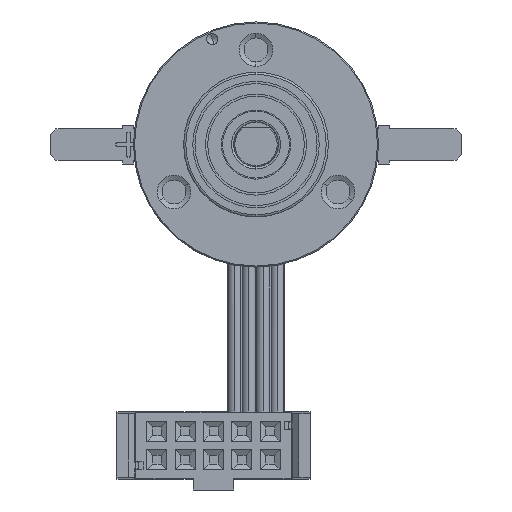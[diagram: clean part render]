
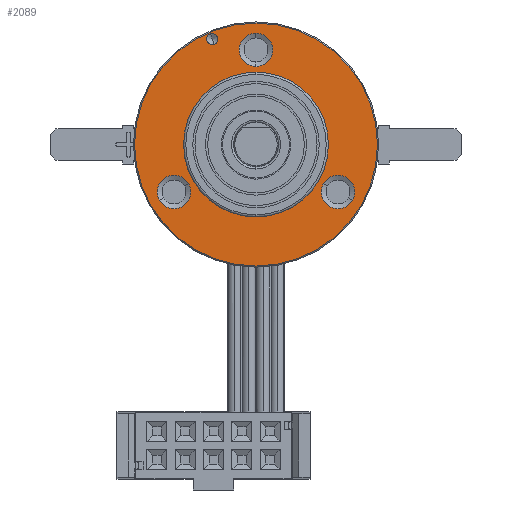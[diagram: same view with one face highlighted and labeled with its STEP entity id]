
A CAD part, left-side view. The second image highlights one B-rep face of the part: STEP entity #2089.
In plain terms, the highlighted planar face has unit normal (-1, 0, 0).
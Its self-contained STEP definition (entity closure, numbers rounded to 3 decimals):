
#2089=ADVANCED_FACE('',(#5211,#5212,#5213,#5214,#5215,#5216),#5217,.T.);
#5211=FACE_BOUND('',#9543,.T.);
#5212=FACE_OUTER_BOUND('',#9544,.T.);
#5213=FACE_BOUND('',#9545,.T.);
#5214=FACE_BOUND('',#9546,.T.);
#5215=FACE_BOUND('',#9547,.T.);
#5216=FACE_BOUND('',#9548,.T.);
#5217=PLANE('',#9549);
#9543=EDGE_LOOP('',(#14796,#14797));
#9544=EDGE_LOOP('',(#14798,#14799));
#9545=EDGE_LOOP('',(#14800,#14801));
#9546=EDGE_LOOP('',(#14802,#14803));
#9547=EDGE_LOOP('',(#14804,#14805));
#9548=EDGE_LOOP('',(#14806,#14807));
#9549=AXIS2_PLACEMENT_3D('',#14808,#14809,#14810);
#14796=ORIENTED_EDGE('',*,*,#27094,.F.);
#14797=ORIENTED_EDGE('',*,*,#26769,.F.);
#14798=ORIENTED_EDGE('',*,*,#26778,.T.);
#14799=ORIENTED_EDGE('',*,*,#27095,.T.);
#14800=ORIENTED_EDGE('',*,*,#26792,.T.);
#14801=ORIENTED_EDGE('',*,*,#27091,.T.);
#14802=ORIENTED_EDGE('',*,*,#26801,.T.);
#14803=ORIENTED_EDGE('',*,*,#27087,.T.);
#14804=ORIENTED_EDGE('',*,*,#26866,.T.);
#14805=ORIENTED_EDGE('',*,*,#27053,.T.);
#14806=ORIENTED_EDGE('',*,*,#26931,.T.);
#14807=ORIENTED_EDGE('',*,*,#27019,.T.);
#14808=CARTESIAN_POINT('',(0.0,0.0,8.75));
#14809=DIRECTION('',(-1.0,0.0,0.0));
#14810=DIRECTION('',(0.0,0.0,1.0));
#26769=EDGE_CURVE('',#32103,#32099,#32105,.T.);
#26778=EDGE_CURVE('',#32116,#32118,#32120,.T.);
#26792=EDGE_CURVE('',#32136,#32139,#32141,.T.);
#26801=EDGE_CURVE('',#32152,#32154,#32156,.T.);
#26866=EDGE_CURVE('',#32251,#32253,#32255,.T.);
#26931=EDGE_CURVE('',#32350,#32352,#32354,.T.);
#27019=EDGE_CURVE('',#32352,#32350,#32470,.T.);
#27053=EDGE_CURVE('',#32253,#32251,#32504,.T.);
#27087=EDGE_CURVE('',#32154,#32152,#32538,.T.);
#27091=EDGE_CURVE('',#32139,#32136,#32542,.T.);
#27094=EDGE_CURVE('',#32099,#32103,#32545,.T.);
#27095=EDGE_CURVE('',#32118,#32116,#32546,.T.);
#32099=VERTEX_POINT('',#39837);
#32103=VERTEX_POINT('',#39842);
#32105=CIRCLE('',#39845,6.5);
#32116=VERTEX_POINT('',#39858);
#32118=VERTEX_POINT('',#39861);
#32120=CIRCLE('',#39864,10.9);
#32136=VERTEX_POINT('',#39884);
#32139=VERTEX_POINT('',#39888);
#32141=CIRCLE('',#39891,0.5);
#32152=VERTEX_POINT('',#39904);
#32154=VERTEX_POINT('',#39907);
#32156=CIRCLE('',#39910,1.5);
#32251=VERTEX_POINT('',#40035);
#32253=VERTEX_POINT('',#40038);
#32255=CIRCLE('',#40041,1.5);
#32350=VERTEX_POINT('',#40166);
#32352=VERTEX_POINT('',#40169);
#32354=CIRCLE('',#40172,1.5);
#32470=CIRCLE('',#40316,1.5);
#32504=CIRCLE('',#40350,1.5);
#32538=CIRCLE('',#40384,1.5);
#32542=CIRCLE('',#40388,0.5);
#32545=CIRCLE('',#40391,6.5);
#32546=CIRCLE('',#40392,10.9);
#39837=CARTESIAN_POINT('',(0.0,0.0,6.5));
#39842=CARTESIAN_POINT('',(0.0,0.,-6.5));
#39845=AXIS2_PLACEMENT_3D('',#51069,#51070,#51071);
#39858=CARTESIAN_POINT('',(0.0,0.0,10.9));
#39861=CARTESIAN_POINT('',(0.0,0.,-10.9));
#39864=AXIS2_PLACEMENT_3D('',#51082,#51083,#51084);
#39884=CARTESIAN_POINT('',(0.0,4.114,9.932));
#39888=CARTESIAN_POINT('',(0.0,3.731,9.008));
#39891=AXIS2_PLACEMENT_3D('',#51103,#51104,#51105);
#39904=CARTESIAN_POINT('',(0.,-8.66,-5.));
#39907=CARTESIAN_POINT('',(0.,-6.062,-3.5));
#39910=AXIS2_PLACEMENT_3D('',#51116,#51117,#51118);
#40035=CARTESIAN_POINT('',(0.0,0.0,10.0));
#40038=CARTESIAN_POINT('',(0.0,0.,7.0));
#40041=AXIS2_PLACEMENT_3D('',#51199,#51200,#51201);
#40166=CARTESIAN_POINT('',(0.,8.66,-5.));
#40169=CARTESIAN_POINT('',(0.,6.062,-3.5));
#40172=AXIS2_PLACEMENT_3D('',#51282,#51283,#51284);
#40316=AXIS2_PLACEMENT_3D('',#51400,#51401,#51402);
#40350=AXIS2_PLACEMENT_3D('',#51451,#51452,#51453);
#40384=AXIS2_PLACEMENT_3D('',#51502,#51503,#51504);
#40388=AXIS2_PLACEMENT_3D('',#51508,#51509,#51510);
#40391=AXIS2_PLACEMENT_3D('',#51511,#51512,#51513);
#40392=AXIS2_PLACEMENT_3D('',#51514,#51515,#51516);
#51069=CARTESIAN_POINT('',(0.0,0.0,0.0));
#51070=DIRECTION('',(-1.0,0.0,0.0));
#51071=DIRECTION('',(0.0,0.0,1.0));
#51082=CARTESIAN_POINT('',(0.0,0.0,0.0));
#51083=DIRECTION('',(-1.0,0.0,0.0));
#51084=DIRECTION('',(0.0,0.0,1.0));
#51103=CARTESIAN_POINT('',(0.0,3.923,9.47));
#51104=DIRECTION('',(1.0,0.0,-0.0));
#51105=DIRECTION('',(0.0,0.383,0.924));
#51116=CARTESIAN_POINT('',(0.,-7.361,-4.25));
#51117=DIRECTION('',(1.0,0.0,0.0));
#51118=DIRECTION('',(0.0,-0.866,-0.5));
#51199=CARTESIAN_POINT('',(0.0,0.0,8.5));
#51200=DIRECTION('',(1.0,0.0,-0.0));
#51201=DIRECTION('',(0.0,0.0,1.0));
#51282=CARTESIAN_POINT('',(0.,7.361,-4.25));
#51283=DIRECTION('',(1.0,-0.0,0.0));
#51284=DIRECTION('',(0.0,0.866,-0.5));
#51400=CARTESIAN_POINT('',(0.,7.361,-4.25));
#51401=DIRECTION('',(1.0,-0.0,0.0));
#51402=DIRECTION('',(0.0,0.866,-0.5));
#51451=CARTESIAN_POINT('',(0.0,0.0,8.5));
#51452=DIRECTION('',(1.0,0.0,-0.0));
#51453=DIRECTION('',(0.0,0.0,1.0));
#51502=CARTESIAN_POINT('',(0.,-7.361,-4.25));
#51503=DIRECTION('',(1.0,0.0,0.0));
#51504=DIRECTION('',(0.0,-0.866,-0.5));
#51508=CARTESIAN_POINT('',(0.0,3.923,9.47));
#51509=DIRECTION('',(1.0,0.0,-0.0));
#51510=DIRECTION('',(0.0,0.383,0.924));
#51511=CARTESIAN_POINT('',(0.0,0.0,0.0));
#51512=DIRECTION('',(-1.0,0.0,0.0));
#51513=DIRECTION('',(0.0,0.0,1.0));
#51514=CARTESIAN_POINT('',(0.0,0.0,0.0));
#51515=DIRECTION('',(-1.0,0.0,0.0));
#51516=DIRECTION('',(0.0,0.0,1.0));
